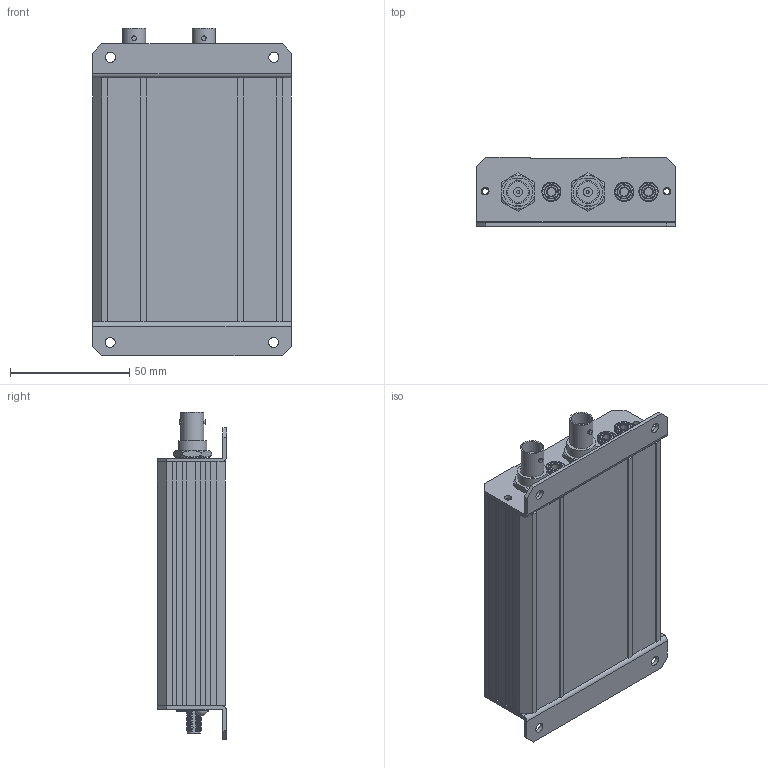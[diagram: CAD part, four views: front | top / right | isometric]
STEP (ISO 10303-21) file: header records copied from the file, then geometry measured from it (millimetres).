
FILE_DESCRIPTION (( 'STEP AP214' ), '1' );
FILE_NAME ('2253P.STEP', '2023-07-25T19:56:06', ( '' ), ( '' ), 'SwSTEP 2.0', 'SolidWorks 2012', '' );
FILE_SCHEMA (( 'AUTOMOTIVE_DESIGN' ));
Length unit declared in the file: inch
Products named in the file (24): 2253S-back_L-Bracket; 2253-Front-P_L-bracket; 2253TA_2253TB; SMA-RA; RJ45-DualB; STEREOJACK; BNC_metal body; HDR-2MM_Hirose_6-Pin-Female; HDR-2MM_Hirose_18-Pin- Female; 2253; JUMPER-SIP 2mm_SIP\2P; Dip switch_C&K_TDA02H0SB1; IC_8x12.5; IC_13x13; HDR2X7-2MM; HDR-2MM_Hirose_6 Pin; HDR-2MM_Hirose_18 Pin; HDR3-1.25MM; LED_5mm RA; USB-B; 2253TA; X-tech RS-3010_4.00 in.; 2253P
Assembly tree (26 placements, depth 4):
  2253P
    X-tech RS-3010_4.00 in.
    2253TA_2253TB
      2253TA
      USB-B
      LED_5mm RA
      2253
        2253
        HDR3-1.25MM
        HDR-2MM_Hirose_18 Pin
        HDR-2MM_Hirose_6 Pin
        HDR2X7-2MM
        IC_13x13
        IC_8x12.5
        Dip switch_C&K_TDA02H0SB1
        JUMPER-SIP 2mm_SIP\2P
      HDR-2MM_Hirose_18-Pin- Female
      HDR-2MM_Hirose_6-Pin-Female
      BNC_metal body  x2
      STEREOJACK  x3
      RJ45-DualB
      SMA-RA
    2253-Front-P_L-bracket
    2253S-back_L-Bracket
Bounding box: 83.29 x 28.96 x 137.16 mm (x, y, z)
Volume: 93913.9 mm3; surface area: 109431.1 mm2
Topology: 36 solids, 36 shells, 4786 faces, 13084 edges, 8607 vertices
Faces by surface type: plane 3651, cylinder 806, bspline 222, cone 74, torus 17, sphere 16
Full cylindrical faces by diameter (mm): 0.762 x1, 0.889 x4, 1.016 x1, 1.27 x3, 1.778 x4, 1.905 x4, 3.175 x24, 3.556 x3, 3.81 x2, 4.191 x4, 4.597 x1, 4.801 x1, 5.08 x3, 5.105 x1, 5.994 x6, 6.731 x1, 6.985 x3, 7.925 x1, 8.636 x2, 9.652 x2, 12.7 x2
Entity records: 150034 total; most frequent: CARTESIAN_POINT 36781, ORIENTED_EDGE 23698, DIRECTION 20319, EDGE_CURVE 11849, VECTOR 9613, LINE 9613, VERTEX_POINT 7825, AXIS2_PLACEMENT_3D 5353
